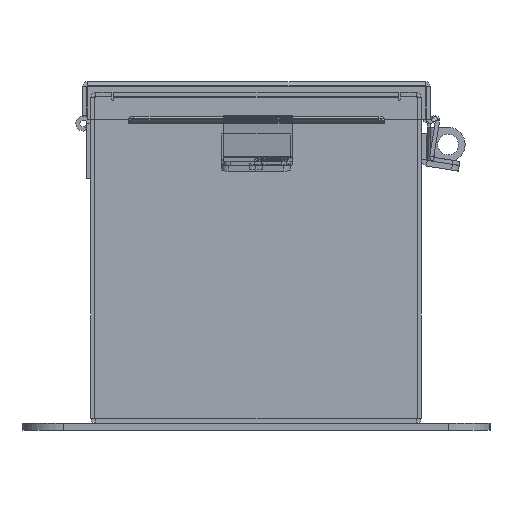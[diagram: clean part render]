
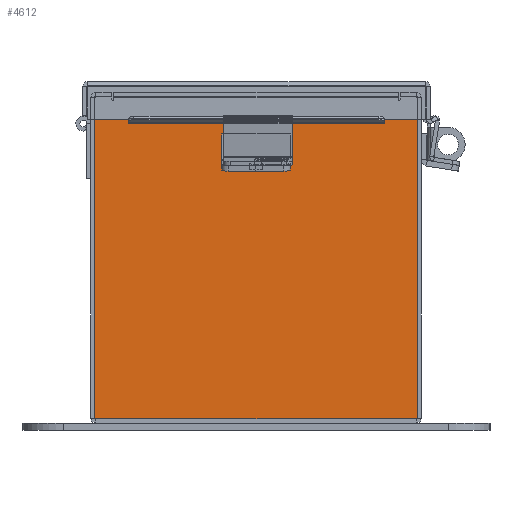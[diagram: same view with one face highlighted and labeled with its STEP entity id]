
A CAD part, front view. The second image highlights one B-rep face of the part: STEP entity #4612.
In plain terms, the highlighted face is planar.
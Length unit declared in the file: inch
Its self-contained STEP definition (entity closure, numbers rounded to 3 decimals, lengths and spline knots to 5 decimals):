
#269 = LINE ( 'NONE', #12280, #20969 ) ;
#708 = CARTESIAN_POINT ( 'NONE',  ( -2.5823, 0., 2.9123 ) ) ;
#1856 = LINE ( 'NONE', #37957, #31766 ) ;
#2211 = VERTEX_POINT ( 'NONE', #4796 ) ;
#2959 = CARTESIAN_POINT ( 'NONE',  ( 2.9253, 0., 2.9253 ) ) ;
#3203 = ORIENTED_EDGE ( 'NONE', *, *, #50024, .F. ) ;
#4139 = CARTESIAN_POINT ( 'NONE',  ( -2.60097, 0., 2.87495 ) ) ;
#4327 = LINE ( 'NONE', #2959, #43403 ) ;
#4449 = EDGE_CURVE ( 'NONE', #2211, #12784, #269, .T. ) ;
#4612 = ADVANCED_FACE ( 'NONE', ( #34356 ), #36983, .F. ) ;
#4796 = CARTESIAN_POINT ( 'NONE',  ( 2.5823, 0., 2.87495 ) ) ;
#5240 = VECTOR ( 'NONE', #19457, 39.37008 ) ;
#5506 = VERTEX_POINT ( 'NONE', #28766 ) ;
#6160 = VECTOR ( 'NONE', #47417, 39.37008 ) ;
#7089 = CARTESIAN_POINT ( 'NONE',  ( 2.61965, 0., 2.9253 ) ) ;
#8036 = DIRECTION ( 'NONE',  ( 0., 0., -1. ) ) ;
#10603 = VERTEX_POINT ( 'NONE', #39049 ) ;
#10813 = VERTEX_POINT ( 'NONE', #44486 ) ;
#10829 = DIRECTION ( 'NONE',  ( 1., 0., 0. ) ) ;
#12280 = CARTESIAN_POINT ( 'NONE',  ( 2.5823, 0., 0. ) ) ;
#12784 = VERTEX_POINT ( 'NONE', #24116 ) ;
#13626 = EDGE_CURVE ( 'NONE', #35902, #37736, #25303, .T. ) ;
#13634 = CARTESIAN_POINT ( 'NONE',  ( 0., 0., 0. ) ) ;
#14175 = EDGE_CURVE ( 'NONE', #37736, #2211, #24068, .T. ) ;
#14377 = ORIENTED_EDGE ( 'NONE', *, *, #24694, .T. ) ;
#14967 = VECTOR ( 'NONE', #49454, 39.37008 ) ;
#15000 = CARTESIAN_POINT ( 'NONE',  ( -2.61965, 0., 2.9253 ) ) ;
#15066 = DIRECTION ( 'NONE',  ( 0., 0., 1. ) ) ;
#15648 = LINE ( 'NONE', #34936, #5240 ) ;
#16146 = CARTESIAN_POINT ( 'NONE',  ( -2.9253, 0., 2.9253 ) ) ;
#16173 = EDGE_CURVE ( 'NONE', #38326, #29660, #43785, .T. ) ;
#16232 = DIRECTION ( 'NONE',  ( 0., 0., 1. ) ) ;
#17546 = DIRECTION ( 'NONE',  ( 0., -1., 0. ) ) ;
#17742 = ORIENTED_EDGE ( 'NONE', *, *, #16173, .F. ) ;
#18503 = AXIS2_PLACEMENT_3D ( 'NONE', #45124, #21733, #49040 ) ;
#19457 = DIRECTION ( 'NONE',  ( 0., 0., 1. ) ) ;
#20474 = LINE ( 'NONE', #30548, #47928 ) ;
#20969 = VECTOR ( 'NONE', #16232, 39.37008 ) ;
#20978 = EDGE_CURVE ( 'NONE', #5506, #10603, #42166, .T. ) ;
#21733 = DIRECTION ( 'NONE',  ( 0., 1., 0. ) ) ;
#22496 = ORIENTED_EDGE ( 'NONE', *, *, #24077, .T. ) ;
#22612 = DIRECTION ( 'NONE',  ( -1., 0., 0. ) ) ;
#23660 = ORIENTED_EDGE ( 'NONE', *, *, #20978, .T. ) ;
#24014 = ORIENTED_EDGE ( 'NONE', *, *, #4449, .F. ) ;
#24068 = CIRCLE ( 'NONE', #18503, 0.01868 ) ;
#24077 = EDGE_CURVE ( 'NONE', #35902, #10813, #1856, .T. ) ;
#24116 = CARTESIAN_POINT ( 'NONE',  ( 2.5823, 0., 2.9123 ) ) ;
#24694 = EDGE_CURVE ( 'NONE', #10813, #5506, #4327, .T. ) ;
#25082 = DIRECTION ( 'NONE',  ( 0., 0., -1. ) ) ;
#25118 = VERTEX_POINT ( 'NONE', #25915 ) ;
#25139 = CARTESIAN_POINT ( 'NONE',  ( -2.5823, 0., 2.87495 ) ) ;
#25303 = LINE ( 'NONE', #45531, #14967 ) ;
#25502 = ORIENTED_EDGE ( 'NONE', *, *, #34924, .T. ) ;
#25915 = CARTESIAN_POINT ( 'NONE',  ( -2.61965, 0., 2.87495 ) ) ;
#27384 = EDGE_LOOP ( 'NONE', ( #3203, #33596, #17742, #45136, #24014, #28179, #33536, #22496, #14377, #23660, #27689, #25502 ) ) ;
#27689 = ORIENTED_EDGE ( 'NONE', *, *, #35418, .T. ) ;
#27784 = LINE ( 'NONE', #39628, #39428 ) ;
#28179 = ORIENTED_EDGE ( 'NONE', *, *, #14175, .F. ) ;
#28766 = CARTESIAN_POINT ( 'NONE',  ( 2.9253, 0., -2.9253 ) ) ;
#29258 = EDGE_CURVE ( 'NONE', #38326, #12784, #47674, .T. ) ;
#29660 = VERTEX_POINT ( 'NONE', #25139 ) ;
#30364 = DIRECTION ( 'NONE',  ( 0., 0., -1. ) ) ;
#30548 = CARTESIAN_POINT ( 'NONE',  ( -2.61965, 0., 0. ) ) ;
#30788 = CARTESIAN_POINT ( 'NONE',  ( -2.5823, 0., 2.9123 ) ) ;
#31412 = DIRECTION ( 'NONE',  ( 0., 1., 0. ) ) ;
#31766 = VECTOR ( 'NONE', #10829, 39.37008 ) ;
#33375 = VECTOR ( 'NONE', #25082, 39.37008 ) ;
#33536 = ORIENTED_EDGE ( 'NONE', *, *, #13626, .F. ) ;
#33596 = ORIENTED_EDGE ( 'NONE', *, *, #41121, .F. ) ;
#34175 = VECTOR ( 'NONE', #22612, 39.37008 ) ;
#34230 = VERTEX_POINT ( 'NONE', #15000 ) ;
#34356 = FACE_OUTER_BOUND ( 'NONE', #27384, .T. ) ;
#34924 = EDGE_CURVE ( 'NONE', #38445, #34230, #27784, .T. ) ;
#34936 = CARTESIAN_POINT ( 'NONE',  ( -2.9253, 0., 2.9253 ) ) ;
#35418 = EDGE_CURVE ( 'NONE', #10603, #38445, #15648, .T. ) ;
#35902 = VERTEX_POINT ( 'NONE', #7089 ) ;
#36605 = AXIS2_PLACEMENT_3D ( 'NONE', #13634, #17546, #44856 ) ;
#36983 = PLANE ( 'NONE',  #36605 ) ;
#37736 = VERTEX_POINT ( 'NONE', #38178 ) ;
#37957 = CARTESIAN_POINT ( 'NONE',  ( -2.9253, 0., 2.9253 ) ) ;
#38178 = CARTESIAN_POINT ( 'NONE',  ( 2.61965, 0., 2.87495 ) ) ;
#38326 = VERTEX_POINT ( 'NONE', #30788 ) ;
#38445 = VERTEX_POINT ( 'NONE', #16146 ) ;
#39049 = CARTESIAN_POINT ( 'NONE',  ( -2.9253, 0., -2.9253 ) ) ;
#39428 = VECTOR ( 'NONE', #47310, 39.37008 ) ;
#39628 = CARTESIAN_POINT ( 'NONE',  ( -2.9253, 0., 2.9253 ) ) ;
#41121 = EDGE_CURVE ( 'NONE', #29660, #25118, #49451, .T. ) ;
#42166 = LINE ( 'NONE', #49923, #34175 ) ;
#42272 = AXIS2_PLACEMENT_3D ( 'NONE', #4139, #31412, #8036 ) ;
#43403 = VECTOR ( 'NONE', #30364, 39.37008 ) ;
#43785 = LINE ( 'NONE', #44562, #33375 ) ;
#44486 = CARTESIAN_POINT ( 'NONE',  ( 2.9253, 0., 2.9253 ) ) ;
#44562 = CARTESIAN_POINT ( 'NONE',  ( -2.5823, 0., 0. ) ) ;
#44856 = DIRECTION ( 'NONE',  ( 0., 0., -1. ) ) ;
#45124 = CARTESIAN_POINT ( 'NONE',  ( 2.60098, 0., 2.87495 ) ) ;
#45136 = ORIENTED_EDGE ( 'NONE', *, *, #29258, .T. ) ;
#45531 = CARTESIAN_POINT ( 'NONE',  ( 2.61965, 0., 0. ) ) ;
#47310 = DIRECTION ( 'NONE',  ( 1., 0., 0. ) ) ;
#47417 = DIRECTION ( 'NONE',  ( 1., 0., 0. ) ) ;
#47674 = LINE ( 'NONE', #708, #6160 ) ;
#47928 = VECTOR ( 'NONE', #15066, 39.37008 ) ;
#49040 = DIRECTION ( 'NONE',  ( 0., 0., -1. ) ) ;
#49451 = CIRCLE ( 'NONE', #42272, 0.01868 ) ;
#49454 = DIRECTION ( 'NONE',  ( 0., 0., -1. ) ) ;
#49923 = CARTESIAN_POINT ( 'NONE',  ( -2.9253, 0., -2.9253 ) ) ;
#50024 = EDGE_CURVE ( 'NONE', #25118, #34230, #20474, .T. ) ;
